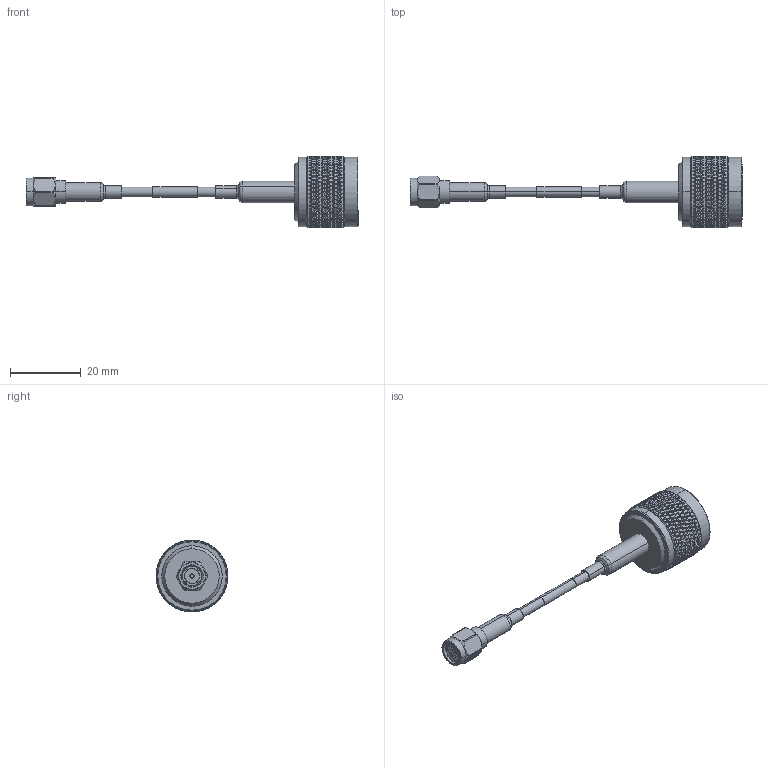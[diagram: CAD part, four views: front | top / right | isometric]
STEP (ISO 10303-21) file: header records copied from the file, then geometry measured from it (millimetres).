
FILE_DESCRIPTION (( 'STEP AP214' ), '1' );
FILE_NAME ('FMCA100070_3D.step', '2024-07-31T22:47:27', ( '' ), ( '' ), 'SwSTEP 2.0', 'SolidWorks 2022', '' );
FILE_SCHEMA (( 'AUTOMOTIVE_DESIGN' ));
Length unit declared in the file: inch
Products named in the file (6): RG188-HEATSHRINK_3_1" Long; RG188A-U; PE4429 ¦ SC9124; FMCA100070_3D; FMCN5248; RG188-HEATSHRINK_.75" Long
Assembly tree (5 placements, depth 2):
  FMCA100070_3D
    RG188A-U
    FMCN5248
    PE4429 ¦ SC9124
    RG188-HEATSHRINK_.75" Long
    RG188-HEATSHRINK_3_1" Long
Bounding box: 93.94 x 20.32 x 20.32 mm (x, y, z)
Volume: 4884.6 mm3; surface area: 6780.9 mm2
Topology: 8 solids, 8 shells, 2484 faces, 5301 edges, 2849 vertices
Faces by surface type: bspline 1800, cylinder 558, plane 52, cone 48, torus 26
Entity records: 97298 total; most frequent: CARTESIAN_POINT 63601, ORIENTED_EDGE 10602, EDGE_CURVE 5301, VERTEX_POINT 2849, EDGE_LOOP 2510, FACE_OUTER_BOUND 2484, ADVANCED_FACE 2484, DIRECTION 2402
